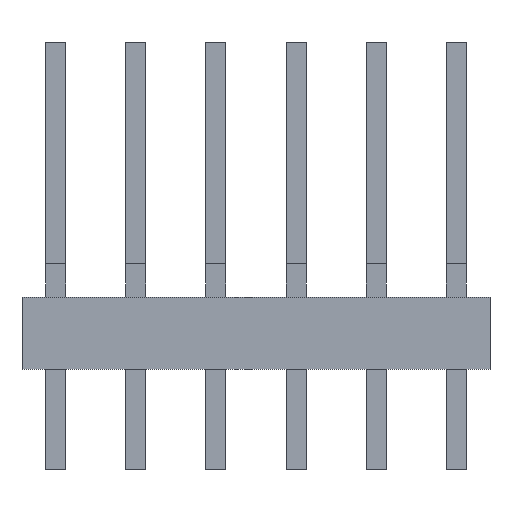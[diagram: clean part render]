
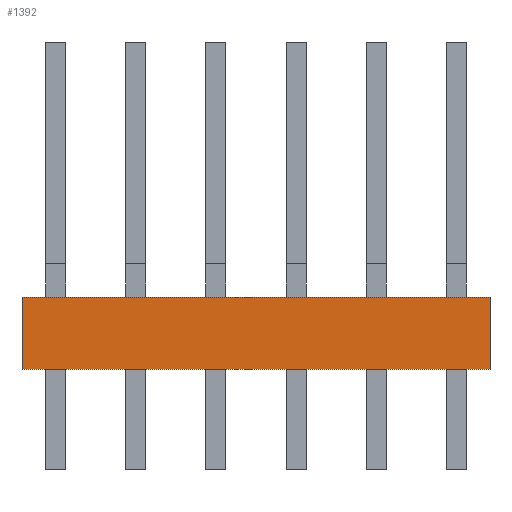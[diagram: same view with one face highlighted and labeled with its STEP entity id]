
A CAD part, front view. The second image highlights one B-rep face of the part: STEP entity #1392.
In plain terms, the highlighted planar face has unit normal (0, -1, 0).
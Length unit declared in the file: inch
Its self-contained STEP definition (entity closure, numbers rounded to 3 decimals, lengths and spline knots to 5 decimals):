
#84=DIRECTION('',(1.,0.,0.));
#85=VECTOR('',#84,0.584);
#86=CARTESIAN_POINT('',(-0.292,-0.046,0.));
#87=LINE('',#86,#85);
#188=DIRECTION('',(0.,0.,-1.));
#189=VECTOR('',#188,0.09);
#190=CARTESIAN_POINT('',(-0.292,-0.046,0.));
#191=LINE('',#190,#189);
#192=DIRECTION('',(0.,0.,-1.));
#193=VECTOR('',#192,0.09);
#194=CARTESIAN_POINT('',(0.292,-0.046,0.));
#195=LINE('',#194,#193);
#204=DIRECTION('',(1.,0.,0.));
#205=VECTOR('',#204,0.584);
#206=CARTESIAN_POINT('',(-0.292,-0.046,-0.09));
#207=LINE('',#206,#205);
#985=CARTESIAN_POINT('',(-0.292,-0.046,0.));
#987=VERTEX_POINT('',#985);
#988=CARTESIAN_POINT('',(0.292,-0.046,0.));
#989=VERTEX_POINT('',#988);
#993=CARTESIAN_POINT('',(-0.292,-0.046,-0.09));
#995=VERTEX_POINT('',#993);
#996=CARTESIAN_POINT('',(0.292,-0.046,-0.09));
#997=VERTEX_POINT('',#996);
#1379=CARTESIAN_POINT('',(-0.292,-0.046,0.));
#1380=DIRECTION('',(0.,-1.,0.));
#1381=DIRECTION('',(1.,0.,0.));
#1382=AXIS2_PLACEMENT_3D('',#1379,#1380,#1381);
#1383=PLANE('',#1382);
#1384=ORIENTED_EDGE('',*,*,#1299,.T.);
#1386=ORIENTED_EDGE('',*,*,#1385,.T.);
#1388=ORIENTED_EDGE('',*,*,#1387,.F.);
#1389=ORIENTED_EDGE('',*,*,#1370,.F.);
#1390=EDGE_LOOP('',(#1384,#1386,#1388,#1389));
#1391=FACE_OUTER_BOUND('',#1390,.F.);
#1392=ADVANCED_FACE('',(#1391),#1383,.T.);
#1299=EDGE_CURVE('',#987,#989,#87,.T.);
#1370=EDGE_CURVE('',#987,#995,#191,.T.);
#1385=EDGE_CURVE('',#989,#997,#195,.T.);
#1387=EDGE_CURVE('',#995,#997,#207,.T.);
